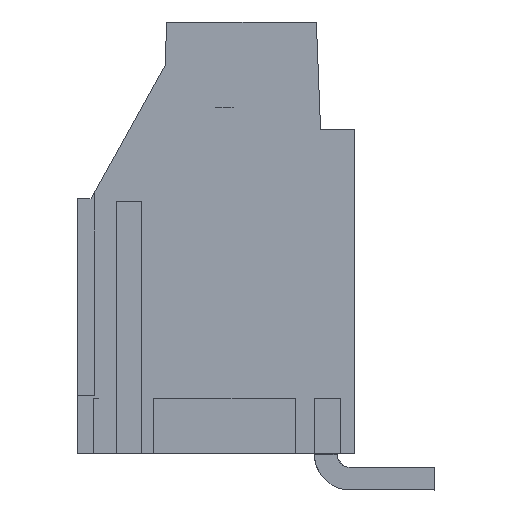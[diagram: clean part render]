
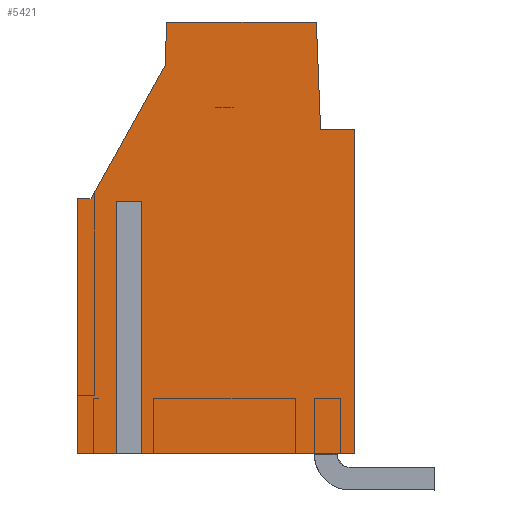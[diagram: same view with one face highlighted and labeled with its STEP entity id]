
A CAD part, left-side view. The second image highlights one B-rep face of the part: STEP entity #5421.
In plain terms, the highlighted planar face has unit normal (-1, 0, 0).
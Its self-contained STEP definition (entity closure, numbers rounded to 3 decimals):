
#5336=AXIS2_PLACEMENT_3D('Plane Axis2P3D',#5333,#5334,#5335) ;
#4901=CARTESIAN_POINT('Vertex',(0.65,3.2,14.3)) ;
#4904=CARTESIAN_POINT('Line Origine',(0.65,3.2,7.875)) ;
#4908=CARTESIAN_POINT('Vertex',(0.65,3.2,1.45)) ;
#5032=CARTESIAN_POINT('Vertex',(0.65,4.705,18.57)) ;
#5035=CARTESIAN_POINT('Line Origine',(0.65,4.622,16.435)) ;
#5039=CARTESIAN_POINT('Vertex',(0.65,4.538,14.3)) ;
#5306=CARTESIAN_POINT('Line Origine',(0.65,3.869,14.3)) ;
#5333=CARTESIAN_POINT('Axis2P3D Location',(0.65,-1.268,0.)) ;
#5338=CARTESIAN_POINT('Line Origine',(0.65,12.35,6.45)) ;
#5342=CARTESIAN_POINT('Vertex',(0.65,12.35,1.45)) ;
#5344=CARTESIAN_POINT('Vertex',(0.65,12.35,11.45)) ;
#5347=CARTESIAN_POINT('Line Origine',(0.65,12.15,11.45)) ;
#5351=CARTESIAN_POINT('Vertex',(0.65,11.95,11.45)) ;
#5354=CARTESIAN_POINT('Line Origine',(0.65,11.95,6.45)) ;
#5358=CARTESIAN_POINT('Vertex',(0.65,11.95,1.45)) ;
#5361=CARTESIAN_POINT('Line Origine',(0.65,7.575,1.45)) ;
#5366=CARTESIAN_POINT('Line Origine',(0.65,7.676,18.57)) ;
#5370=CARTESIAN_POINT('Vertex',(0.65,10.646,18.57)) ;
#5373=CARTESIAN_POINT('Line Origine',(0.65,10.676,17.71)) ;
#5377=CARTESIAN_POINT('Vertex',(0.65,10.706,16.849)) ;
#5380=CARTESIAN_POINT('Line Origine',(0.65,12.176,14.2)) ;
#5384=CARTESIAN_POINT('Vertex',(0.65,13.645,11.55)) ;
#5387=CARTESIAN_POINT('Line Origine',(0.65,13.923,11.55)) ;
#5391=CARTESIAN_POINT('Vertex',(0.65,14.2,11.55)) ;
#5394=CARTESIAN_POINT('Line Origine',(0.65,14.2,6.5)) ;
#5398=CARTESIAN_POINT('Vertex',(0.65,14.2,1.45)) ;
#5401=CARTESIAN_POINT('Line Origine',(0.65,13.275,1.45)) ;
#4905=DIRECTION('Vector Direction',(0.,0.,1.)) ;
#5036=DIRECTION('Vector Direction',(0.,-0.039,-0.999)) ;
#5307=DIRECTION('Vector Direction',(0.,1.,0.)) ;
#5334=DIRECTION('Axis2P3D Direction',(1.,0.,0.)) ;
#5335=DIRECTION('Axis2P3D XDirection',(0.,1.,0.)) ;
#5339=DIRECTION('Vector Direction',(0.,0.,1.)) ;
#5348=DIRECTION('Vector Direction',(0.,-1.,0.)) ;
#5355=DIRECTION('Vector Direction',(0.,0.,1.)) ;
#5362=DIRECTION('Vector Direction',(0.,1.,0.)) ;
#5367=DIRECTION('Vector Direction',(0.,1.,0.)) ;
#5374=DIRECTION('Vector Direction',(0.,0.035,-0.999)) ;
#5381=DIRECTION('Vector Direction',(0.,-0.485,0.875)) ;
#5388=DIRECTION('Vector Direction',(0.,-1.,0.)) ;
#5395=DIRECTION('Vector Direction',(0.,0.,-1.)) ;
#5402=DIRECTION('Vector Direction',(0.,1.,0.)) ;
#4906=VECTOR('Line Direction',#4905,1.) ;
#5037=VECTOR('Line Direction',#5036,1.) ;
#5308=VECTOR('Line Direction',#5307,1.) ;
#5340=VECTOR('Line Direction',#5339,1.) ;
#5349=VECTOR('Line Direction',#5348,1.) ;
#5356=VECTOR('Line Direction',#5355,1.) ;
#5363=VECTOR('Line Direction',#5362,1.) ;
#5368=VECTOR('Line Direction',#5367,1.) ;
#5375=VECTOR('Line Direction',#5374,1.) ;
#5382=VECTOR('Line Direction',#5381,1.) ;
#5389=VECTOR('Line Direction',#5388,1.) ;
#5396=VECTOR('Line Direction',#5395,1.) ;
#5403=VECTOR('Line Direction',#5402,1.) ;
#5407=ORIENTED_EDGE('',*,*,#5346,.T.) ;
#5408=ORIENTED_EDGE('',*,*,#5353,.T.) ;
#5409=ORIENTED_EDGE('',*,*,#5360,.F.) ;
#5410=ORIENTED_EDGE('',*,*,#5365,.F.) ;
#5411=ORIENTED_EDGE('',*,*,#4910,.F.) ;
#5412=ORIENTED_EDGE('',*,*,#5310,.F.) ;
#5413=ORIENTED_EDGE('',*,*,#5041,.F.) ;
#5414=ORIENTED_EDGE('',*,*,#5372,.F.) ;
#5415=ORIENTED_EDGE('',*,*,#5379,.F.) ;
#5416=ORIENTED_EDGE('',*,*,#5386,.F.) ;
#5417=ORIENTED_EDGE('',*,*,#5393,.F.) ;
#5418=ORIENTED_EDGE('',*,*,#5400,.F.) ;
#5419=ORIENTED_EDGE('',*,*,#5405,.F.) ;
#5421=ADVANCED_FACE('2',(#5420),#5337,.F.) ;
#4910=EDGE_CURVE('',#4902,#4909,#4907,.F.) ;
#5041=EDGE_CURVE('',#5033,#5040,#5038,.T.) ;
#5310=EDGE_CURVE('',#5040,#4902,#5309,.F.) ;
#5346=EDGE_CURVE('',#5343,#5345,#5341,.T.) ;
#5353=EDGE_CURVE('',#5345,#5352,#5350,.T.) ;
#5360=EDGE_CURVE('',#5359,#5352,#5357,.T.) ;
#5365=EDGE_CURVE('',#4909,#5359,#5364,.T.) ;
#5372=EDGE_CURVE('',#5371,#5033,#5369,.F.) ;
#5379=EDGE_CURVE('',#5378,#5371,#5376,.F.) ;
#5386=EDGE_CURVE('',#5385,#5378,#5383,.T.) ;
#5393=EDGE_CURVE('',#5392,#5385,#5390,.T.) ;
#5400=EDGE_CURVE('',#5399,#5392,#5397,.F.) ;
#5405=EDGE_CURVE('',#5343,#5399,#5404,.T.) ;
#5406=EDGE_LOOP('',(#5407,#5408,#5409,#5410,#5411,#5412,#5413,#5414,#5415,#5416,#5417,#5418,#5419)) ;
#5420=FACE_OUTER_BOUND('',#5406,.T.) ;
#4907=LINE('Line',#4904,#4906) ;
#5038=LINE('Line',#5035,#5037) ;
#5309=LINE('Line',#5306,#5308) ;
#5341=LINE('Line',#5338,#5340) ;
#5350=LINE('Line',#5347,#5349) ;
#5357=LINE('Line',#5354,#5356) ;
#5364=LINE('Line',#5361,#5363) ;
#5369=LINE('Line',#5366,#5368) ;
#5376=LINE('Line',#5373,#5375) ;
#5383=LINE('Line',#5380,#5382) ;
#5390=LINE('Line',#5387,#5389) ;
#5397=LINE('Line',#5394,#5396) ;
#5404=LINE('Line',#5401,#5403) ;
#5337=PLANE('',#5336) ;
#4902=VERTEX_POINT('',#4901) ;
#4909=VERTEX_POINT('',#4908) ;
#5033=VERTEX_POINT('',#5032) ;
#5040=VERTEX_POINT('',#5039) ;
#5343=VERTEX_POINT('',#5342) ;
#5345=VERTEX_POINT('',#5344) ;
#5352=VERTEX_POINT('',#5351) ;
#5359=VERTEX_POINT('',#5358) ;
#5371=VERTEX_POINT('',#5370) ;
#5378=VERTEX_POINT('',#5377) ;
#5385=VERTEX_POINT('',#5384) ;
#5392=VERTEX_POINT('',#5391) ;
#5399=VERTEX_POINT('',#5398) ;
